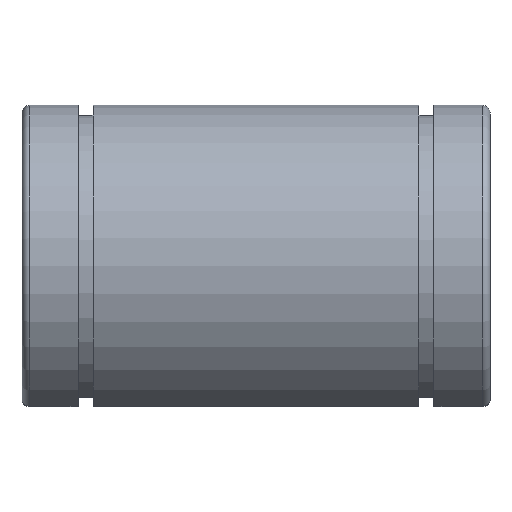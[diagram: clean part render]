
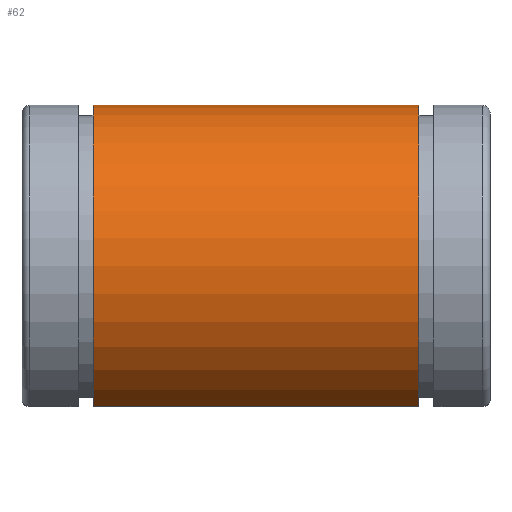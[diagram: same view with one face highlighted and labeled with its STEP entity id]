
A CAD part, top view. The second image highlights one B-rep face of the part: STEP entity #62.
In plain terms, the highlighted cylindrical face has radius 20 mm (diameter 40 mm), a partial arc.
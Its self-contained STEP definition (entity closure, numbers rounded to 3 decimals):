
#62 = ADVANCED_FACE( '', ( #129, #130 ), #131, .T. );
#129 = FACE_OUTER_BOUND( '', #198, .T. );
#130 = FACE_BOUND( '', #199, .T. );
#131 = CYLINDRICAL_SURFACE( '', #200, 20. );
#198 = EDGE_LOOP( '', ( #315, #316, #317, #318 ) );
#199 = EDGE_LOOP( '', ( #319 ) );
#200 = AXIS2_PLACEMENT_3D( '', #320, #321, #322 );
#315 = ORIENTED_EDGE( '', *, *, #459, .T. );
#316 = ORIENTED_EDGE( '', *, *, #445, .T. );
#317 = ORIENTED_EDGE( '', *, *, #454, .F. );
#318 = ORIENTED_EDGE( '', *, *, #460, .T. );
#319 = ORIENTED_EDGE( '', *, *, #418, .T. );
#320 = CARTESIAN_POINT( '', ( 58., 0., 0. ) );
#321 = DIRECTION( '', ( -1., 0., 0. ) );
#322 = DIRECTION( '', ( 0., 0., -1. ) );
#418 = EDGE_CURVE( '', #492, #492, #493, .T. );
#445 = EDGE_CURVE( '', #539, #537, #540, .T. );
#454 = EDGE_CURVE( '', #551, #537, #553, .T. );
#459 = EDGE_CURVE( '', #559, #539, #560, .T. );
#460 = EDGE_CURVE( '', #551, #559, #561, .F. );
#492 = VERTEX_POINT( '', #598 );
#493 = B_SPLINE_CURVE_WITH_KNOTS( '', 3, ( #599, #600, #601, #602, #603, #604, #605, #606, #607, #608, #609, #610, #611, #612, #613, #614, #615, #616, #617, #618, #619, #620, #621, #622, #623, #624, #625, #626, #627, #628, #629, #630, #631, #632, #633, #634, #635, #636, #637, #638, #639, #640, #641, #642, #643, #644, #645, #646, #647, #648 ), .UNSPECIFIED., .T., .F., ( 2, 2, 2, 2, 2, 2, 2, 2, 2, 2, 2, 2, 2, 2, 2, 2, 2, 2, 2, 2, 2, 2, 2, 2, 2, 2, 2 ), ( -0.001, 0., 0., 0.001, 0.001, 0.001, 0.002, 0.002, 0.003, 0.003, 0.003, 0.004, 0.004, 0.004, 0.005, 0.005, 0.006, 0.006, 0.006, 0.007, 0.007, 0.008, 0.008, 0.008, 0.009, 0.009, 0.01 ), .UNSPECIFIED. );
#537 = VERTEX_POINT( '', #701 );
#539 = VERTEX_POINT( '', #704 );
#540 = LINE( '', #705, #706 );
#551 = VERTEX_POINT( '', #720 );
#553 = CIRCLE( '', #723, 20. );
#559 = VERTEX_POINT( '', #730 );
#560 = CIRCLE( '', #731, 20. );
#561 = LINE( '', #732, #733 );
#598 = CARTESIAN_POINT( '', ( 27.5, -1.5, -19.944 ) );
#599 = CARTESIAN_POINT( '', ( 27.5, -1.302, -19.959 ) );
#600 = CARTESIAN_POINT( '', ( 27.5, -1.599, -19.936 ) );
#601 = CARTESIAN_POINT( '', ( 27.51, -1.696, -19.928 ) );
#602 = CARTESIAN_POINT( '', ( 27.548, -1.888, -19.911 ) );
#603 = CARTESIAN_POINT( '', ( 27.576, -1.983, -19.902 ) );
#604 = CARTESIAN_POINT( '', ( 27.651, -2.164, -19.883 ) );
#605 = CARTESIAN_POINT( '', ( 27.697, -2.25, -19.873 ) );
#606 = CARTESIAN_POINT( '', ( 27.805, -2.412, -19.854 ) );
#607 = CARTESIAN_POINT( '', ( 27.868, -2.49, -19.845 ) );
#608 = CARTESIAN_POINT( '', ( 28.075, -2.697, -19.818 ) );
#609 = CARTESIAN_POINT( '', ( 28.242, -2.809, -19.802 ) );
#610 = CARTESIAN_POINT( '', ( 28.603, -2.96, -19.78 ) );
#611 = CARTESIAN_POINT( '', ( 28.8, -2.999, -19.774 ) );
#612 = CARTESIAN_POINT( '', ( 29.094, -3., -19.774 ) );
#613 = CARTESIAN_POINT( '', ( 29.194, -2.991, -19.775 ) );
#614 = CARTESIAN_POINT( '', ( 29.386, -2.953, -19.781 ) );
#615 = CARTESIAN_POINT( '', ( 29.48, -2.924, -19.785 ) );
#616 = CARTESIAN_POINT( '', ( 29.662, -2.85, -19.796 ) );
#617 = CARTESIAN_POINT( '', ( 29.75, -2.803, -19.803 ) );
#618 = CARTESIAN_POINT( '', ( 29.912, -2.695, -19.818 ) );
#619 = CARTESIAN_POINT( '', ( 29.988, -2.633, -19.826 ) );
#620 = CARTESIAN_POINT( '', ( 30.198, -2.424, -19.853 ) );
#621 = CARTESIAN_POINT( '', ( 30.308, -2.259, -19.873 ) );
#622 = CARTESIAN_POINT( '', ( 30.422, -1.988, -19.901 ) );
#623 = CARTESIAN_POINT( '', ( 30.45, -1.895, -19.91 ) );
#624 = CARTESIAN_POINT( '', ( 30.489, -1.703, -19.928 ) );
#625 = CARTESIAN_POINT( '', ( 30.5, -1.604, -19.936 ) );
#626 = CARTESIAN_POINT( '', ( 30.501, -1.311, -19.958 ) );
#627 = CARTESIAN_POINT( '', ( 30.462, -1.113, -19.97 ) );
#628 = CARTESIAN_POINT( '', ( 30.314, -0.751, -19.987 ) );
#629 = CARTESIAN_POINT( '', ( 30.203, -0.583, -19.992 ) );
#630 = CARTESIAN_POINT( '', ( 29.996, -0.374, -19.997 ) );
#631 = CARTESIAN_POINT( '', ( 29.919, -0.311, -19.998 ) );
#632 = CARTESIAN_POINT( '', ( 29.756, -0.201, -19.999 ) );
#633 = CARTESIAN_POINT( '', ( 29.67, -0.154, -19.999 ) );
#634 = CARTESIAN_POINT( '', ( 29.489, -0.078, -20. ) );
#635 = CARTESIAN_POINT( '', ( 29.393, -0.049, -20. ) );
#636 = CARTESIAN_POINT( '', ( 29.201, -0.01, -20. ) );
#637 = CARTESIAN_POINT( '', ( 29.104, 0., -20. ) );
#638 = CARTESIAN_POINT( '', ( 28.806, 0.001, -20. ) );
#639 = CARTESIAN_POINT( '', ( 28.611, -0.038, -20. ) );
#640 = CARTESIAN_POINT( '', ( 28.337, -0.151, -19.999 ) );
#641 = CARTESIAN_POINT( '', ( 28.251, -0.197, -19.999 ) );
#642 = CARTESIAN_POINT( '', ( 28.088, -0.305, -19.998 ) );
#643 = CARTESIAN_POINT( '', ( 28.01, -0.369, -19.997 ) );
#644 = CARTESIAN_POINT( '', ( 27.802, -0.576, -19.992 ) );
#645 = CARTESIAN_POINT( '', ( 27.69, -0.744, -19.987 ) );
#646 = CARTESIAN_POINT( '', ( 27.54, -1.105, -19.97 ) );
#647 = CARTESIAN_POINT( '', ( 27.5, -1.302, -19.959 ) );
#648 = CARTESIAN_POINT( '', ( 27.5, -1.599, -19.936 ) );
#701 = CARTESIAN_POINT( '', ( 49.2, -17.321, 10. ) );
#704 = CARTESIAN_POINT( '', ( 8.8, -17.321, 10. ) );
#705 = CARTESIAN_POINT( '', ( 58., -17.321, 10. ) );
#706 = VECTOR( '', #814, 1000. );
#720 = CARTESIAN_POINT( '', ( 49.2, -17.321, -10. ) );
#723 = AXIS2_PLACEMENT_3D( '', #828, #829, #830 );
#730 = CARTESIAN_POINT( '', ( 8.8, -17.321, -10. ) );
#731 = AXIS2_PLACEMENT_3D( '', #835, #836, #837 );
#732 = CARTESIAN_POINT( '', ( 58., -17.321, -10. ) );
#733 = VECTOR( '', #838, 1000. );
#814 = DIRECTION( '', ( 1., 0., 0. ) );
#828 = CARTESIAN_POINT( '', ( 49.2, 0., 0. ) );
#829 = DIRECTION( '', ( 1., 0., 0. ) );
#830 = DIRECTION( '', ( 0., 0., -1. ) );
#835 = CARTESIAN_POINT( '', ( 8.8, 0., 0. ) );
#836 = DIRECTION( '', ( 1., 0., 0. ) );
#837 = DIRECTION( '', ( 0., 0., -1. ) );
#838 = DIRECTION( '', ( 1., 0., 0. ) );
